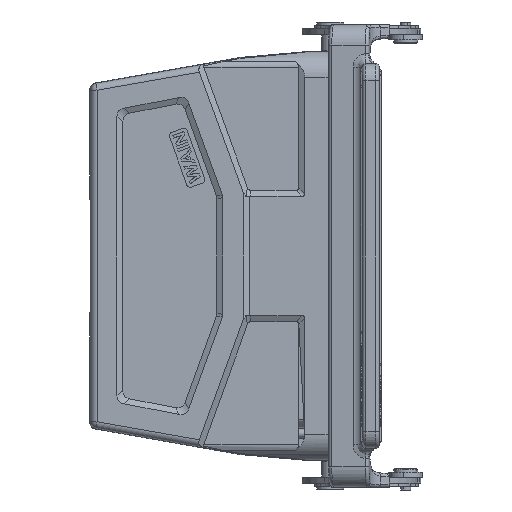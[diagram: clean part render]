
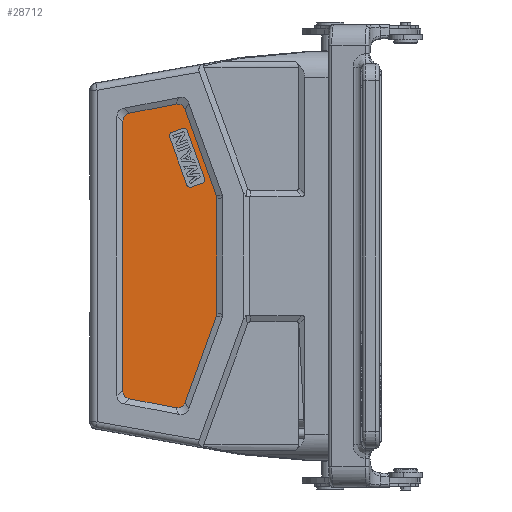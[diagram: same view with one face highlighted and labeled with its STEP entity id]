
A CAD part, left-side view. The second image highlights one B-rep face of the part: STEP entity #28712.
In plain terms, the highlighted planar face has unit normal (-1, 0, 0).
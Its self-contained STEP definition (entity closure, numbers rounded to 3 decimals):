
#5491=DIRECTION('',(0.,-0.982,0.19));
#5492=VECTOR('',#5491,13.6);
#5493=CARTESIAN_POINT('',(-21.5,9.658,41.859));
#5494=LINE('',#5493,#5492);
#5495=CARTESIAN_POINT('',(-21.5,-3.695,44.439));
#5496=CARTESIAN_POINT('',(-21.5,-4.393,44.574));
#5497=CARTESIAN_POINT('',(-21.5,-5.543,44.409));
#5498=CARTESIAN_POINT('',(-21.5,-6.275,43.507));
#5499=CARTESIAN_POINT('',(-21.5,-6.519,42.839));
#5501=DIRECTION('',(0.,-0.342,-0.94));
#5502=VECTOR('',#5501,26.85);
#5503=CARTESIAN_POINT('',(-21.5,-6.519,42.839));
#5504=LINE('',#5503,#5502);
#5505=CARTESIAN_POINT('',(-21.5,-15.702,17.609));
#5506=CARTESIAN_POINT('',(-21.5,-15.802,17.333));
#5507=CARTESIAN_POINT('',(-21.5,-15.853,17.048));
#5508=CARTESIAN_POINT('',(-21.5,-15.853,16.754));
#5510=DIRECTION('',(0.,0.,-1.));
#5511=VECTOR('',#5510,33.508);
#5512=CARTESIAN_POINT('',(-21.5,-15.853,16.754));
#5513=LINE('',#5512,#5511);
#5514=CARTESIAN_POINT('',(-21.5,-15.853,-16.754));
#5515=CARTESIAN_POINT('',(-21.5,-15.853,-17.048));
#5516=CARTESIAN_POINT('',(-21.5,-15.802,-17.333));
#5517=CARTESIAN_POINT('',(-21.5,-15.702,-17.609));
#5519=DIRECTION('',(0.,0.342,-0.94));
#5520=VECTOR('',#5519,26.85);
#5521=CARTESIAN_POINT('',(-21.5,-15.702,-17.609));
#5522=LINE('',#5521,#5520);
#5523=CARTESIAN_POINT('',(-21.5,-6.519,-42.839));
#5524=CARTESIAN_POINT('',(-21.5,-6.275,-43.507));
#5525=CARTESIAN_POINT('',(-21.5,-5.543,-44.409));
#5526=CARTESIAN_POINT('',(-21.5,-4.393,-44.574));
#5527=CARTESIAN_POINT('',(-21.5,-3.695,-44.439));
#5529=DIRECTION('',(0.,0.982,0.19));
#5530=VECTOR('',#5529,13.6);
#5531=CARTESIAN_POINT('',(-21.5,-3.695,-44.439));
#5532=LINE('',#5531,#5530);
#5533=CARTESIAN_POINT('',(-21.5,9.658,-41.859));
#5534=CARTESIAN_POINT('',(-21.5,10.333,-41.729));
#5535=CARTESIAN_POINT('',(-21.5,11.319,-41.167));
#5536=CARTESIAN_POINT('',(-21.5,11.683,-40.093));
#5537=CARTESIAN_POINT('',(-21.5,11.683,-39.405));
#5539=DIRECTION('',(0.,0.,1.));
#5540=VECTOR('',#5539,78.81);
#5541=CARTESIAN_POINT('',(-21.5,11.683,-39.405));
#5542=LINE('',#5541,#5540);
#5543=CARTESIAN_POINT('',(-21.5,11.683,39.405));
#5544=CARTESIAN_POINT('',(-21.5,11.683,40.093));
#5545=CARTESIAN_POINT('',(-21.5,11.319,41.167));
#5546=CARTESIAN_POINT('',(-21.5,10.333,41.729));
#5547=CARTESIAN_POINT('',(-21.5,9.658,41.859));
#5549=DIRECTION('',(0.,0.342,0.94));
#5550=VECTOR('',#5549,15.);
#5551=CARTESIAN_POINT('',(-21.5,-12.266,22.663));
#5552=LINE('',#5551,#5550);
#5553=CARTESIAN_POINT('',(-21.5,-6.196,36.417));
#5554=DIRECTION('',(-1.,0.,0.));
#5555=DIRECTION('',(0.,-0.94,0.342));
#5556=AXIS2_PLACEMENT_3D('',#5553,#5554,#5555);
#5558=DIRECTION('',(0.,0.94,-0.342));
#5559=VECTOR('',#5558,3.5);
#5560=CARTESIAN_POINT('',(-21.5,-5.854,37.356));
#5561=LINE('',#5560,#5559);
#5562=CARTESIAN_POINT('',(-21.5,-2.907,35.22));
#5563=DIRECTION('',(-1.,0.,0.));
#5564=DIRECTION('',(0.,0.342,0.94));
#5565=AXIS2_PLACEMENT_3D('',#5562,#5563,#5564);
#5567=CARTESIAN_POINT('',(-21.5,-2.907,35.22));
#5568=DIRECTION('',(-1.,0.,0.));
#5569=DIRECTION('',(0.,1.,0.));
#5570=AXIS2_PLACEMENT_3D('',#5567,#5568,#5569);
#5572=DIRECTION('',(0.,-0.342,-0.94));
#5573=VECTOR('',#5572,15.);
#5574=CARTESIAN_POINT('',(-21.5,-1.967,34.878));
#5575=LINE('',#5574,#5573);
#5576=CARTESIAN_POINT('',(-21.5,-8.037,21.124));
#5577=DIRECTION('',(-1.,0.,0.));
#5578=DIRECTION('',(0.,0.94,-0.342));
#5579=AXIS2_PLACEMENT_3D('',#5576,#5577,#5578);
#5581=DIRECTION('',(0.,-0.94,0.342));
#5582=VECTOR('',#5581,3.5);
#5583=CARTESIAN_POINT('',(-21.5,-8.379,20.185));
#5584=LINE('',#5583,#5582);
#5585=CARTESIAN_POINT('',(-21.5,-11.326,22.321));
#5586=DIRECTION('',(-1.,0.,0.));
#5587=DIRECTION('',(0.,-0.342,-0.94));
#5588=AXIS2_PLACEMENT_3D('',#5585,#5586,#5587);
#5590=CARTESIAN_POINT('',(-21.5,-11.326,22.321));
#5591=DIRECTION('',(-1.,0.,0.));
#5592=DIRECTION('',(0.,-1.,0.));
#5593=AXIS2_PLACEMENT_3D('',#5590,#5591,#5592);
#18997=CARTESIAN_POINT('',(-21.5,-15.853,16.754));
#18998=VERTEX_POINT('',#18997);
#18999=VERTEX_POINT('',#5505);
#19000=CARTESIAN_POINT('',(-21.5,-15.853,-16.754));
#19001=VERTEX_POINT('',#19000);
#19002=CARTESIAN_POINT('',(-21.5,-15.702,-17.609));
#19003=VERTEX_POINT('',#19002);
#19004=CARTESIAN_POINT('',(-21.5,-6.519,-42.839));
#19005=VERTEX_POINT('',#19004);
#19006=CARTESIAN_POINT('',(-21.5,-3.695,-44.439));
#19007=VERTEX_POINT('',#19006);
#19008=CARTESIAN_POINT('',(-21.5,9.658,-41.859));
#19009=VERTEX_POINT('',#19008);
#19010=CARTESIAN_POINT('',(-21.5,11.683,-39.405));
#19011=VERTEX_POINT('',#19010);
#19012=CARTESIAN_POINT('',(-21.5,11.683,39.405));
#19013=VERTEX_POINT('',#19012);
#19014=CARTESIAN_POINT('',(-21.5,9.658,41.859));
#19015=VERTEX_POINT('',#19014);
#19016=CARTESIAN_POINT('',(-21.5,-3.695,44.439));
#19017=VERTEX_POINT('',#19016);
#19018=CARTESIAN_POINT('',(-21.5,-6.519,42.839));
#19019=VERTEX_POINT('',#19018);
#19020=CARTESIAN_POINT('',(-21.5,-12.266,22.663));
#19021=CARTESIAN_POINT('',(-21.5,-7.136,36.759));
#19022=VERTEX_POINT('',#19020);
#19023=VERTEX_POINT('',#19021);
#19024=CARTESIAN_POINT('',(-21.5,-5.854,37.356));
#19025=VERTEX_POINT('',#19024);
#19026=CARTESIAN_POINT('',(-21.5,-2.565,36.159));
#19027=VERTEX_POINT('',#19026);
#19028=CARTESIAN_POINT('',(-21.5,-1.907,35.22));
#19029=VERTEX_POINT('',#19028);
#19030=CARTESIAN_POINT('',(-21.5,-1.967,34.878));
#19031=VERTEX_POINT('',#19030);
#19032=CARTESIAN_POINT('',(-21.5,-7.098,20.782));
#19033=VERTEX_POINT('',#19032);
#19034=CARTESIAN_POINT('',(-21.5,-8.379,20.185));
#19035=VERTEX_POINT('',#19034);
#19036=CARTESIAN_POINT('',(-21.5,-11.668,21.382));
#19037=VERTEX_POINT('',#19036);
#19038=CARTESIAN_POINT('',(-21.5,-12.326,22.321));
#19039=VERTEX_POINT('',#19038);
#28671=CARTESIAN_POINT('',(-21.5,-17.585,48.886));
#28672=DIRECTION('',(-1.,0.,0.));
#28673=DIRECTION('',(0.,-1.,0.));
#28674=AXIS2_PLACEMENT_3D('',#28671,#28672,#28673);
#28675=PLANE('',#28674);
#28676=ORIENTED_EDGE('',*,*,#28638,.T.);
#28677=ORIENTED_EDGE('',*,*,#28652,.T.);
#28678=ORIENTED_EDGE('',*,*,#28665,.T.);
#28679=ORIENTED_EDGE('',*,*,#28511,.T.);
#28680=ORIENTED_EDGE('',*,*,#28526,.T.);
#28681=ORIENTED_EDGE('',*,*,#28540,.T.);
#28682=ORIENTED_EDGE('',*,*,#28554,.T.);
#28683=ORIENTED_EDGE('',*,*,#28568,.T.);
#28684=ORIENTED_EDGE('',*,*,#28582,.T.);
#28685=ORIENTED_EDGE('',*,*,#28596,.T.);
#28686=ORIENTED_EDGE('',*,*,#28610,.T.);
#28687=ORIENTED_EDGE('',*,*,#28624,.T.);
#28688=EDGE_LOOP('',(#28676,#28677,#28678,#28679,#28680,#28681,#28682,#28683,
#28684,#28685,#28686,#28687));
#28689=FACE_OUTER_BOUND('',#28688,.F.);
#28691=ORIENTED_EDGE('',*,*,#28690,.T.);
#28693=ORIENTED_EDGE('',*,*,#28692,.T.);
#28695=ORIENTED_EDGE('',*,*,#28694,.T.);
#28697=ORIENTED_EDGE('',*,*,#28696,.T.);
#28699=ORIENTED_EDGE('',*,*,#28698,.T.);
#28701=ORIENTED_EDGE('',*,*,#28700,.T.);
#28703=ORIENTED_EDGE('',*,*,#28702,.T.);
#28705=ORIENTED_EDGE('',*,*,#28704,.T.);
#28707=ORIENTED_EDGE('',*,*,#28706,.T.);
#28709=ORIENTED_EDGE('',*,*,#28708,.T.);
#28710=EDGE_LOOP('',(#28691,#28693,#28695,#28697,#28699,#28701,#28703,#28705,
#28707,#28709));
#28711=FACE_BOUND('',#28710,.F.);
#28712=ADVANCED_FACE('',(#28689,#28711),#28675,.T.);
#5500=B_SPLINE_CURVE_WITH_KNOTS('',3,(#5495,#5496,#5497,#5498,#5499),
.UNSPECIFIED.,.F.,.F.,(4,1,4),(0.,0.5,1.),.UNSPECIFIED.);
#5509=B_SPLINE_CURVE_WITH_KNOTS('',3,(#5505,#5506,#5507,#5508),.UNSPECIFIED.,
.F.,.F.,(4,4),(0.,1.),.UNSPECIFIED.);
#5518=B_SPLINE_CURVE_WITH_KNOTS('',3,(#5514,#5515,#5516,#5517),.UNSPECIFIED.,
.F.,.F.,(4,4),(0.,1.),.UNSPECIFIED.);
#5528=B_SPLINE_CURVE_WITH_KNOTS('',3,(#5523,#5524,#5525,#5526,#5527),
.UNSPECIFIED.,.F.,.F.,(4,1,4),(0.,0.5,1.),.UNSPECIFIED.);
#5538=B_SPLINE_CURVE_WITH_KNOTS('',3,(#5533,#5534,#5535,#5536,#5537),
.UNSPECIFIED.,.F.,.F.,(4,1,4),(0.,0.5,1.),.UNSPECIFIED.);
#5548=B_SPLINE_CURVE_WITH_KNOTS('',3,(#5543,#5544,#5545,#5546,#5547),
.UNSPECIFIED.,.F.,.F.,(4,1,4),(0.,0.5,1.),.UNSPECIFIED.);
#5557=CIRCLE('',#5556,1.);
#5566=CIRCLE('',#5565,1.);
#5571=CIRCLE('',#5570,1.);
#5580=CIRCLE('',#5579,1.);
#5589=CIRCLE('',#5588,1.);
#5594=CIRCLE('',#5593,1.);
#28511=EDGE_CURVE('',#18999,#18998,#5509,.T.);
#28526=EDGE_CURVE('',#18998,#19001,#5513,.T.);
#28540=EDGE_CURVE('',#19001,#19003,#5518,.T.);
#28554=EDGE_CURVE('',#19003,#19005,#5522,.T.);
#28568=EDGE_CURVE('',#19005,#19007,#5528,.T.);
#28582=EDGE_CURVE('',#19007,#19009,#5532,.T.);
#28596=EDGE_CURVE('',#19009,#19011,#5538,.T.);
#28610=EDGE_CURVE('',#19011,#19013,#5542,.T.);
#28624=EDGE_CURVE('',#19013,#19015,#5548,.T.);
#28638=EDGE_CURVE('',#19015,#19017,#5494,.T.);
#28652=EDGE_CURVE('',#19017,#19019,#5500,.T.);
#28665=EDGE_CURVE('',#19019,#18999,#5504,.T.);
#28690=EDGE_CURVE('',#19022,#19023,#5552,.T.);
#28692=EDGE_CURVE('',#19023,#19025,#5557,.T.);
#28694=EDGE_CURVE('',#19025,#19027,#5561,.T.);
#28696=EDGE_CURVE('',#19027,#19029,#5566,.T.);
#28698=EDGE_CURVE('',#19029,#19031,#5571,.T.);
#28700=EDGE_CURVE('',#19031,#19033,#5575,.T.);
#28702=EDGE_CURVE('',#19033,#19035,#5580,.T.);
#28704=EDGE_CURVE('',#19035,#19037,#5584,.T.);
#28706=EDGE_CURVE('',#19037,#19039,#5589,.T.);
#28708=EDGE_CURVE('',#19039,#19022,#5594,.T.);
